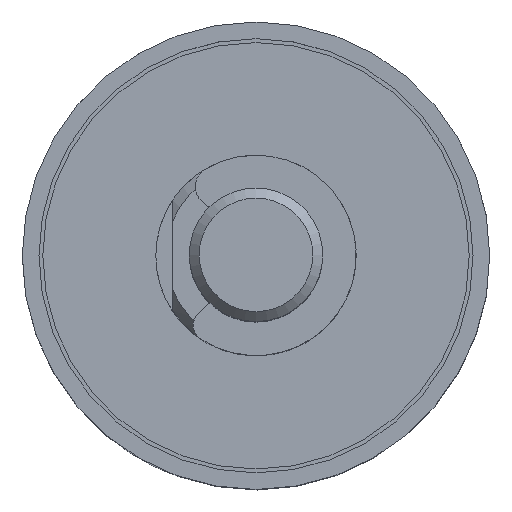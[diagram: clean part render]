
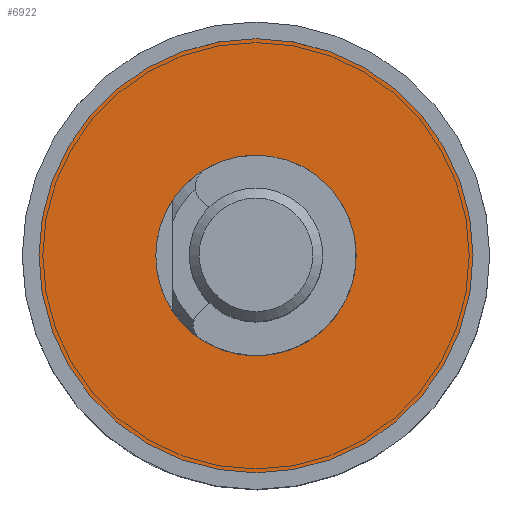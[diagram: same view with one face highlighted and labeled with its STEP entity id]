
A CAD part, top view. The second image highlights one B-rep face of the part: STEP entity #6922.
In plain terms, the highlighted planar face has unit normal (0, 0, 1).
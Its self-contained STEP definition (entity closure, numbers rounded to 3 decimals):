
#918 = ORIENTED_EDGE ( 'NONE', *, *, #4867, .T. ) ;
#978 = ORIENTED_EDGE ( 'NONE', *, *, #1292, .T. ) ;
#1057 = VERTEX_POINT ( 'NONE', #7144 ) ;
#1212 = CARTESIAN_POINT ( 'NONE',  ( 3., 0., 0.5 ) ) ;
#1264 = CARTESIAN_POINT ( 'NONE',  ( -3., 0., 0.5 ) ) ;
#1292 = EDGE_CURVE ( 'NONE', #1057, #1057, #2271, .T. ) ;
#1334 = DIRECTION ( 'NONE',  ( -1., 0., 0. ) ) ;
#1486 = AXIS2_PLACEMENT_3D ( 'NONE', #1212, #5360, #7125 ) ;
#1827 = PLANE ( 'NONE',  #1486 ) ;
#1956 = DIRECTION ( 'NONE',  ( 0., 0., -1. ) ) ;
#2161 = VERTEX_POINT ( 'NONE', #1264 ) ;
#2271 = CIRCLE ( 'NONE', #3988, 6.5 ) ;
#2664 = CARTESIAN_POINT ( 'NONE',  ( 0., 0., 0.5 ) ) ;
#3139 = CARTESIAN_POINT ( 'NONE',  ( 0., 0., 0.5 ) ) ;
#3272 = DIRECTION ( 'NONE',  ( 1., 0., 0. ) ) ;
#3988 = AXIS2_PLACEMENT_3D ( 'NONE', #2664, #6752, #3272 ) ;
#4571 = FACE_BOUND ( 'NONE', #6273, .T. ) ;
#4867 = EDGE_CURVE ( 'NONE', #2161, #2161, #6676, .T. ) ;
#5037 = AXIS2_PLACEMENT_3D ( 'NONE', #3139, #1956, #1334 ) ;
#5360 = DIRECTION ( 'NONE',  ( 0., 0., 1. ) ) ;
#6167 = FACE_OUTER_BOUND ( 'NONE', #7396, .T. ) ;
#6273 = EDGE_LOOP ( 'NONE', ( #918 ) ) ;
#6676 = CIRCLE ( 'NONE', #5037, 3. ) ;
#6752 = DIRECTION ( 'NONE',  ( 0., 0., 1. ) ) ;
#6922 = ADVANCED_FACE ( 'NONE', ( #4571, #6167 ), #1827, .T. ) ;
#7125 = DIRECTION ( 'NONE',  ( 1., 0., 0. ) ) ;
#7144 = CARTESIAN_POINT ( 'NONE',  ( 6.5, 0., 0.5 ) ) ;
#7396 = EDGE_LOOP ( 'NONE', ( #978 ) ) ;
